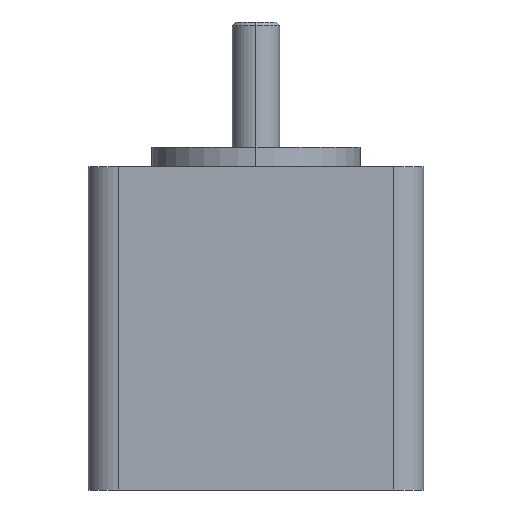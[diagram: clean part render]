
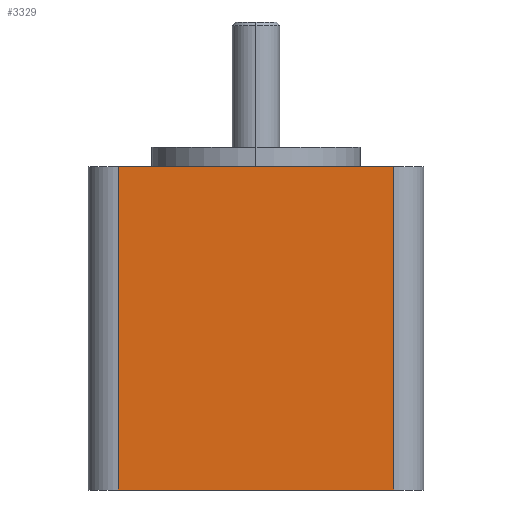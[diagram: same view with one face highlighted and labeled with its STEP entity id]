
A CAD part, front view. The second image highlights one B-rep face of the part: STEP entity #3329.
In plain terms, the highlighted planar face has unit normal (0, -1, 0).
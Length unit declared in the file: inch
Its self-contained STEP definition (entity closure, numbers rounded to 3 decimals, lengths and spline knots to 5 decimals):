
#801 = EDGE_CURVE ( 'NONE', #3256, #3272, #4113, .T. ) ;
#803 = EDGE_CURVE ( 'NONE', #3245, #3106, #3389, .T. ) ;
#843 = EDGE_CURVE ( 'NONE', #3245, #3256, #3459, .T. ) ;
#1643 = EDGE_CURVE ( 'NONE', #3106, #3272, #4114, .T. ) ;
#2218 = AXIS2_PLACEMENT_3D ( 'NONE', #6955, #6889, #6860 ) ;
#2790 = DIRECTION ( 'NONE',  ( 1., 0., 0. ) ) ;
#2829 = CARTESIAN_POINT ( 'NONE',  ( 0.57, -0.695, -1.34 ) ) ;
#2934 = DIRECTION ( 'NONE',  ( 1., 0., 0. ) ) ;
#2938 = CARTESIAN_POINT ( 'NONE',  ( 0.57, -0.695, 0. ) ) ;
#3106 = VERTEX_POINT ( 'NONE', #6906 ) ;
#3245 = VERTEX_POINT ( 'NONE', #6835 ) ;
#3256 = VERTEX_POINT ( 'NONE', #7030 ) ;
#3272 = VERTEX_POINT ( 'NONE', #7049 ) ;
#3329 = ADVANCED_FACE ( 'NONE', ( #3758 ), #6974, .T. ) ;
#3389 = LINE ( 'NONE', #6351, #3445 ) ;
#3445 = VECTOR ( 'NONE', #6336, 39.37008 ) ;
#3459 = LINE ( 'NONE', #2829, #4277 ) ;
#3543 = ORIENTED_EDGE ( 'NONE', *, *, #1643, .F. ) ;
#3554 = VECTOR ( 'NONE', #6347, 39.37008 ) ;
#3640 = EDGE_LOOP ( 'NONE', ( #3543, #4201, #4212, #4184 ) ) ;
#3758 = FACE_OUTER_BOUND ( 'NONE', #3640, .T. ) ;
#4113 = LINE ( 'NONE', #6349, #3554 ) ;
#4114 = LINE ( 'NONE', #2938, #4168 ) ;
#4168 = VECTOR ( 'NONE', #2934, 39.37008 ) ;
#4184 = ORIENTED_EDGE ( 'NONE', *, *, #801, .T. ) ;
#4201 = ORIENTED_EDGE ( 'NONE', *, *, #803, .F. ) ;
#4212 = ORIENTED_EDGE ( 'NONE', *, *, #843, .T. ) ;
#4277 = VECTOR ( 'NONE', #2790, 39.37008 ) ;
#6336 = DIRECTION ( 'NONE',  ( 0., 0., 1. ) ) ;
#6347 = DIRECTION ( 'NONE',  ( 0., 0., 1. ) ) ;
#6349 = CARTESIAN_POINT ( 'NONE',  ( 0.57, -0.695, -1.34 ) ) ;
#6351 = CARTESIAN_POINT ( 'NONE',  ( -0.57, -0.695, -1.34 ) ) ;
#6835 = CARTESIAN_POINT ( 'NONE',  ( -0.57, -0.695, -1.34 ) ) ;
#6860 = DIRECTION ( 'NONE',  ( 1., 0., 0. ) ) ;
#6889 = DIRECTION ( 'NONE',  ( 0., -1., 0. ) ) ;
#6906 = CARTESIAN_POINT ( 'NONE',  ( -0.57, -0.695, 0. ) ) ;
#6955 = CARTESIAN_POINT ( 'NONE',  ( 0.57, -0.695, -1.34 ) ) ;
#6974 = PLANE ( 'NONE',  #2218 ) ;
#7030 = CARTESIAN_POINT ( 'NONE',  ( 0.57, -0.695, -1.34 ) ) ;
#7049 = CARTESIAN_POINT ( 'NONE',  ( 0.57, -0.695, 0. ) ) ;
